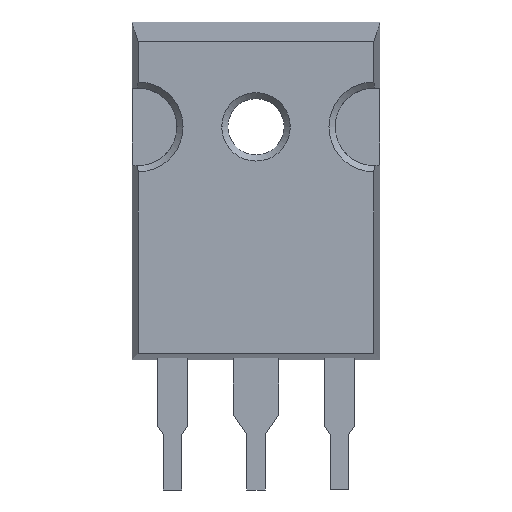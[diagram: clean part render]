
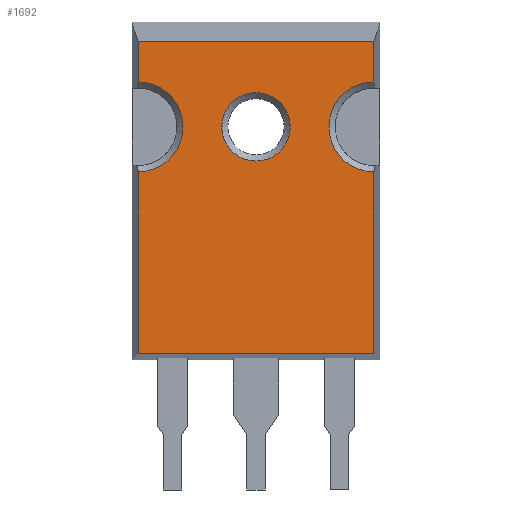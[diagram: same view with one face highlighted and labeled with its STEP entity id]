
A CAD part, front view. The second image highlights one B-rep face of the part: STEP entity #1692.
In plain terms, the highlighted planar face has unit normal (0, -1, 0).
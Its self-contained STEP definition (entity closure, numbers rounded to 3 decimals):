
#1335=CARTESIAN_POINT('',(4.77,-2.6,20.16));
#1336=VERTEX_POINT('',#1335);
#1344=CARTESIAN_POINT('',(7.71,-2.6,23.1));
#1345=VERTEX_POINT('',#1344);
#1359=CARTESIAN_POINT('',(7.71,-2.6,20.16));
#1360=DIRECTION('',(0.0,-1.0,0.0));
#1361=DIRECTION('',(-1.0,0.0,0.0));
#1362=AXIS2_PLACEMENT_3D('',#1359,#1360,#1361);
#1363=CIRCLE('',#1362,2.94);
#1364=EDGE_CURVE('',#1345,#1336,#1363,.T.);
#1417=CARTESIAN_POINT('',(-4.77,-2.6,20.16));
#1418=VERTEX_POINT('',#1417);
#1434=CARTESIAN_POINT('',(-7.71,-2.6,17.22));
#1435=VERTEX_POINT('',#1434);
#1449=CARTESIAN_POINT('',(-7.71,-2.6,20.16));
#1450=DIRECTION('',(0.0,-1.0,0.0));
#1451=DIRECTION('',(1.0,0.0,0.0));
#1452=AXIS2_PLACEMENT_3D('',#1449,#1450,#1451);
#1453=CIRCLE('',#1452,2.94);
#1454=EDGE_CURVE('',#1435,#1418,#1453,.T.);
#1548=CARTESIAN_POINT('',(2.24,-2.6,20.16));
#1549=VERTEX_POINT('',#1548);
#1557=CARTESIAN_POINT('',(-2.24,-2.6,20.16));
#1558=VERTEX_POINT('',#1557);
#1565=CARTESIAN_POINT('',(0.,-2.6,20.16));
#1566=DIRECTION('',(0.0,-1.0,0.0));
#1567=DIRECTION('',(1.0,0.0,0.0));
#1568=AXIS2_PLACEMENT_3D('',#1565,#1566,#1567);
#1569=CIRCLE('',#1568,2.24);
#1570=EDGE_CURVE('',#1558,#1549,#1569,.T.);
#1581=CARTESIAN_POINT('',(0.,-2.6,20.16));
#1582=DIRECTION('',(0.0,-1.0,0.0));
#1583=DIRECTION('',(1.0,0.0,0.0));
#1584=AXIS2_PLACEMENT_3D('',#1581,#1582,#1583);
#1585=CIRCLE('',#1584,2.24);
#1586=EDGE_CURVE('',#1549,#1558,#1585,.T.);
#1617=CARTESIAN_POINT('',(-8.1,-2.6,5.313));
#1618=DIRECTION('',(0.0,-1.0,0.0));
#1619=DIRECTION('',(1.0,0.0,0.0));
#1620=AXIS2_PLACEMENT_3D('',#1617,#1618,#1619);
#1621=PLANE('',#1620);
#1622=ORIENTED_EDGE('',*,*,#1454,.F.);
#1623=CARTESIAN_POINT('',(-7.71,-2.6,5.313));
#1624=VERTEX_POINT('',#1623);
#1625=CARTESIAN_POINT('',(-7.71,-2.6,5.313));
#1626=DIRECTION('',(0.0,0.0,1.0));
#1627=VECTOR('',#1626,11.907);
#1628=LINE('',#1625,#1627);
#1629=EDGE_CURVE('',#1624,#1435,#1628,.T.);
#1630=ORIENTED_EDGE('',*,*,#1629,.F.);
#1631=CARTESIAN_POINT('',(7.71,-2.6,5.313));
#1632=VERTEX_POINT('',#1631);
#1633=CARTESIAN_POINT('',(-7.71,-2.6,5.313));
#1634=DIRECTION('',(1.0,0.0,0.0));
#1635=VECTOR('',#1634,15.42);
#1636=LINE('',#1633,#1635);
#1637=EDGE_CURVE('',#1624,#1632,#1636,.T.);
#1638=ORIENTED_EDGE('',*,*,#1637,.T.);
#1639=CARTESIAN_POINT('',(7.71,-2.6,17.22));
#1640=VERTEX_POINT('',#1639);
#1641=CARTESIAN_POINT('',(7.71,-2.6,17.22));
#1642=DIRECTION('',(0.0,0.0,-1.0));
#1643=VECTOR('',#1642,11.907);
#1644=LINE('',#1641,#1643);
#1645=EDGE_CURVE('',#1640,#1632,#1644,.T.);
#1646=ORIENTED_EDGE('',*,*,#1645,.F.);
#1647=CARTESIAN_POINT('',(7.71,-2.6,20.16));
#1648=DIRECTION('',(0.0,-1.0,0.0));
#1649=DIRECTION('',(-1.0,0.0,0.0));
#1650=AXIS2_PLACEMENT_3D('',#1647,#1648,#1649);
#1651=CIRCLE('',#1650,2.94);
#1652=EDGE_CURVE('',#1336,#1640,#1651,.T.);
#1653=ORIENTED_EDGE('',*,*,#1652,.F.);
#1654=ORIENTED_EDGE('',*,*,#1364,.F.);
#1655=CARTESIAN_POINT('',(7.71,-2.6,25.727));
#1656=VERTEX_POINT('',#1655);
#1657=CARTESIAN_POINT('',(7.71,-2.6,25.727));
#1658=DIRECTION('',(0.0,0.0,-1.0));
#1659=VECTOR('',#1658,2.627);
#1660=LINE('',#1657,#1659);
#1661=EDGE_CURVE('',#1656,#1345,#1660,.T.);
#1662=ORIENTED_EDGE('',*,*,#1661,.F.);
#1663=CARTESIAN_POINT('',(-7.71,-2.6,25.727));
#1664=VERTEX_POINT('',#1663);
#1665=CARTESIAN_POINT('',(-7.71,-2.6,25.727));
#1666=DIRECTION('',(1.0,0.0,0.0));
#1667=VECTOR('',#1666,15.42);
#1668=LINE('',#1665,#1667);
#1669=EDGE_CURVE('',#1664,#1656,#1668,.T.);
#1670=ORIENTED_EDGE('',*,*,#1669,.F.);
#1671=CARTESIAN_POINT('',(-7.71,-2.6,23.1));
#1672=VERTEX_POINT('',#1671);
#1673=CARTESIAN_POINT('',(-7.71,-2.6,23.1));
#1674=DIRECTION('',(0.0,0.0,1.0));
#1675=VECTOR('',#1674,2.627);
#1676=LINE('',#1673,#1675);
#1677=EDGE_CURVE('',#1672,#1664,#1676,.T.);
#1678=ORIENTED_EDGE('',*,*,#1677,.F.);
#1679=CARTESIAN_POINT('',(-7.71,-2.6,20.16));
#1680=DIRECTION('',(0.0,-1.0,0.0));
#1681=DIRECTION('',(1.0,0.0,0.0));
#1682=AXIS2_PLACEMENT_3D('',#1679,#1680,#1681);
#1683=CIRCLE('',#1682,2.94);
#1684=EDGE_CURVE('',#1418,#1672,#1683,.T.);
#1685=ORIENTED_EDGE('',*,*,#1684,.F.);
#1686=EDGE_LOOP('',(#1622,#1630,#1638,#1646,#1653,#1654,#1662,#1670,#1678,#1685));
#1687=FACE_OUTER_BOUND('',#1686,.T.);
#1688=ORIENTED_EDGE('',*,*,#1570,.F.);
#1689=ORIENTED_EDGE('',*,*,#1586,.F.);
#1690=EDGE_LOOP('',(#1688,#1689));
#1691=FACE_BOUND('',#1690,.T.);
#1692=ADVANCED_FACE('',(#1687,#1691),#1621,.T.);
